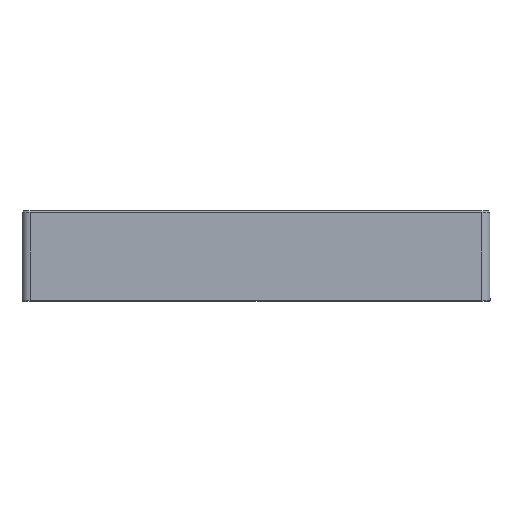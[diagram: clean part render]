
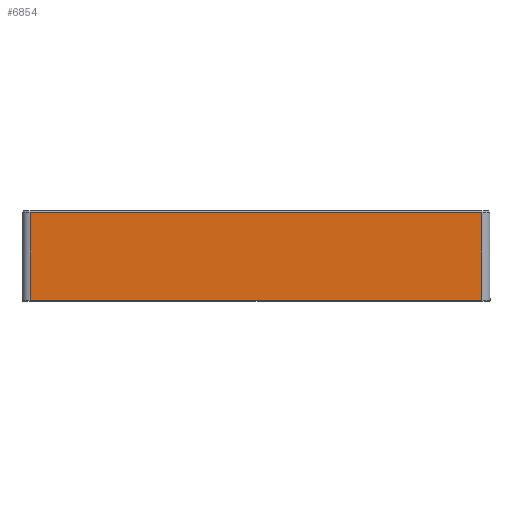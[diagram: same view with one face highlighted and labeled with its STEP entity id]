
A CAD part, top view. The second image highlights one B-rep face of the part: STEP entity #6854.
In plain terms, the highlighted planar face has unit normal (0, 0, 1).
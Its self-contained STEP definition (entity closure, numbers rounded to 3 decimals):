
#462=PLANE('',#7375);
#739=FACE_OUTER_BOUND('',#1140,.T.);
#1140=EDGE_LOOP('',(#5264,#5265,#5266,#5267));
#1638=LINE('',#10696,#2264);
#1648=LINE('',#10730,#2274);
#1649=LINE('',#10734,#2275);
#1650=LINE('',#10735,#2276);
#2264=VECTOR('',#8500,10.);
#2274=VECTOR('',#8524,10.);
#2275=VECTOR('',#8529,10.);
#2276=VECTOR('',#8530,10.);
#3114=VERTEX_POINT('',#10652);
#3124=VERTEX_POINT('',#10692);
#3135=VERTEX_POINT('',#10729);
#3136=VERTEX_POINT('',#10733);
#3925=EDGE_CURVE('',#3114,#3124,#1638,.T.);
#3939=EDGE_CURVE('',#3124,#3135,#1648,.T.);
#3941=EDGE_CURVE('',#3136,#3114,#1649,.T.);
#3942=EDGE_CURVE('',#3135,#3136,#1650,.T.);
#5264=ORIENTED_EDGE('',*,*,#3925,.F.);
#5265=ORIENTED_EDGE('',*,*,#3941,.F.);
#5266=ORIENTED_EDGE('',*,*,#3942,.F.);
#5267=ORIENTED_EDGE('',*,*,#3939,.F.);
#6854=ADVANCED_FACE('',(#739),#462,.F.);
#7375=AXIS2_PLACEMENT_3D('',#10732,#8527,#8528);
#8500=DIRECTION('',(-1.,0.,0.));
#8524=DIRECTION('',(0.,1.,0.));
#8527=DIRECTION('center_axis',(0.,0.,-1.));
#8528=DIRECTION('ref_axis',(-1.,0.,0.));
#8529=DIRECTION('',(0.,-1.,0.));
#8530=DIRECTION('',(1.,0.,0.));
#10652=CARTESIAN_POINT('',(183.5,350.,-59.096));
#10692=CARTESIAN_POINT('',(70.5,350.,-59.096));
#10696=CARTESIAN_POINT('',(97.75,350.,-59.096));
#10729=CARTESIAN_POINT('',(70.5,372.,-59.096));
#10730=CARTESIAN_POINT('',(70.5,372.,-59.096));
#10732=CARTESIAN_POINT('Origin',(68.5,372.,-59.096));
#10733=CARTESIAN_POINT('',(183.5,372.,-59.096));
#10734=CARTESIAN_POINT('',(183.5,372.,-59.096));
#10735=CARTESIAN_POINT('',(97.75,372.,-59.096));
